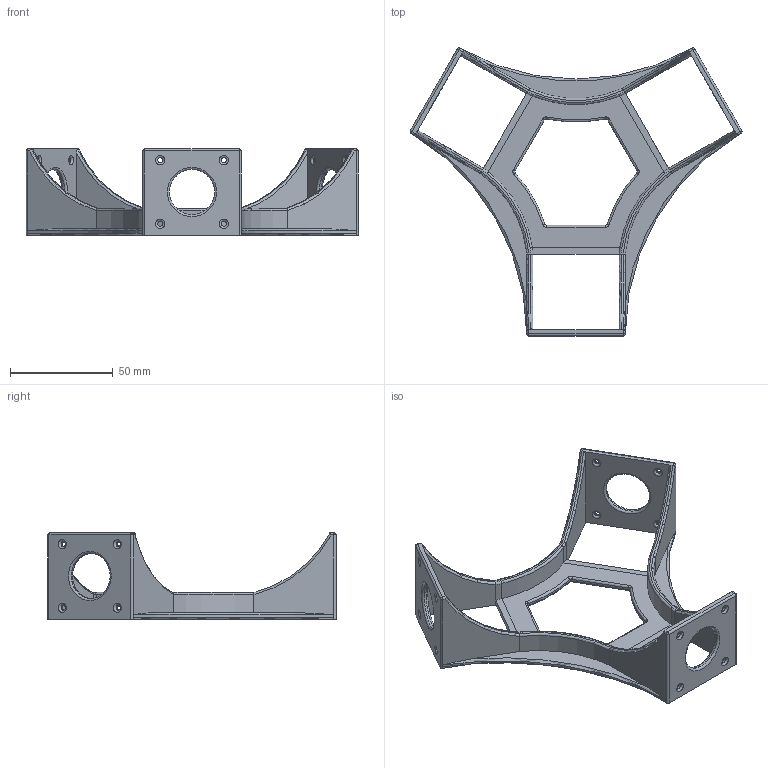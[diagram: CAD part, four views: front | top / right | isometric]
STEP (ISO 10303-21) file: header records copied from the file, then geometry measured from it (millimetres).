
FILE_DESCRIPTION(('FreeCAD Model'),'2;1');
FILE_NAME('base.step', '2020-10-02T22:00:39',('Author'),(''), 'Open CASCADE STEP processor 7.4','FreeCAD','Unknown');
FILE_SCHEMA(('AUTOMOTIVE_DESIGN { 1 0 10303 214 1 1 1 1 }'));
Length unit declared in the file: millimetre
Products named in the file (7): omnibot; StepperMount; Body003; LCS_6; Bottom; Body002; LCS_9
Assembly tree (8 placements, depth 3):
  omnibot
    StepperMount  x3
      Body003
      LCS_6
    Bottom
      Body002
      LCS_9
Bounding box: 161.83 x 140.42 x 42 mm (x, y, z)
Volume: 47561.5 mm3; surface area: 37231.4 mm2
Topology: 4 solids, 4 shells, 209 faces, 501 edges, 294 vertices
Faces by surface type: torus 78, cylinder 66, plane 59, sphere 6
Full cylindrical faces by diameter (mm): 2.5 x12, 22 x3
Entity records: 11783 total; most frequent: CARTESIAN_POINT 5281, DIRECTION 1249, ORIENTED_EDGE 630, PCURVE 630, DEFINITIONAL_REPRESENTATION 630, LINE 625, VECTOR 625, EDGE_CURVE 315
